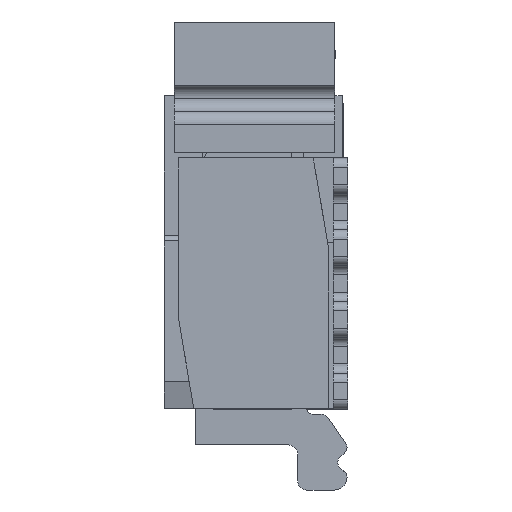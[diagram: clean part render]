
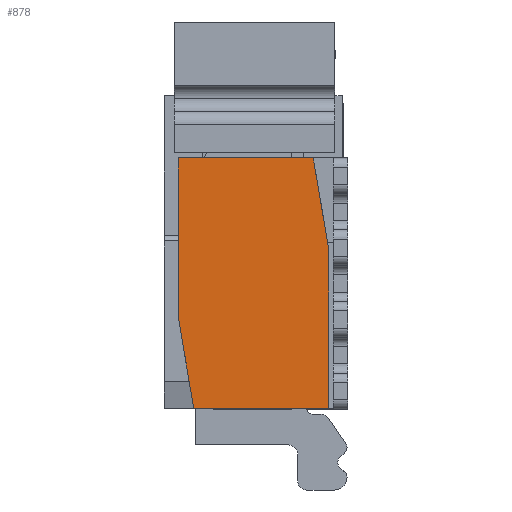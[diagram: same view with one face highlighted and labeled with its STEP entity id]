
A CAD part, left-side view. The second image highlights one B-rep face of the part: STEP entity #878.
In plain terms, the highlighted planar face has unit normal (-1, 0, 0).
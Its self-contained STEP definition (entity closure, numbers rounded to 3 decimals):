
#878=ADVANCED_FACE('',(#2686),#2687,.T.);
#2686=FACE_OUTER_BOUND('',#4591,.T.);
#2687=PLANE('',#4592);
#4591=EDGE_LOOP('',(#12319,#12320,#12321,#12322,#12323,#12324));
#4592=AXIS2_PLACEMENT_3D('',#12325,#12326,#12327);
#12319=ORIENTED_EDGE('',*,*,#13059,.F.);
#12320=ORIENTED_EDGE('',*,*,#15642,.F.);
#12321=ORIENTED_EDGE('',*,*,#15643,.F.);
#12322=ORIENTED_EDGE('',*,*,#15122,.T.);
#12323=ORIENTED_EDGE('',*,*,#15641,.T.);
#12324=ORIENTED_EDGE('',*,*,#15644,.F.);
#12325=CARTESIAN_POINT('',(-12.56,-1.245,-4.37));
#12326=DIRECTION('',(-1.0,0.0,0.0));
#12327=DIRECTION('',(0.0,0.0,1.0));
#13059=EDGE_CURVE('',#15815,#15817,#15818,.T.);
#15122=EDGE_CURVE('',#19291,#19289,#19292,.T.);
#15641=EDGE_CURVE('',#19289,#20141,#20143,.T.);
#15642=EDGE_CURVE('',#20144,#15815,#20145,.T.);
#15643=EDGE_CURVE('',#19291,#20144,#20146,.T.);
#15644=EDGE_CURVE('',#15817,#20141,#20147,.T.);
#15815=VERTEX_POINT('',#20366);
#15817=VERTEX_POINT('',#20369);
#15818=LINE('',#20370,#20371);
#19289=VERTEX_POINT('',#25420);
#19291=VERTEX_POINT('',#25423);
#19292=LINE('',#25424,#25425);
#20141=VERTEX_POINT('',#26678);
#20143=LINE('',#26681,#26682);
#20144=VERTEX_POINT('',#26683);
#20145=LINE('',#26684,#26685);
#20146=LINE('',#26686,#26687);
#20147=LINE('',#26688,#26689);
#20366=CARTESIAN_POINT('',(-12.56,-1.05,-4.37));
#20369=CARTESIAN_POINT('',(-12.56,0.835,-4.37));
#20370=CARTESIAN_POINT('',(-12.56,-1.05,-4.37));
#20371=VECTOR('',#26951,1.885);
#25420=CARTESIAN_POINT('',(-12.56,1.05,-0.87));
#25423=CARTESIAN_POINT('',(-12.56,-0.835,-0.87));
#25424=CARTESIAN_POINT('',(-12.56,-0.835,-0.87));
#25425=VECTOR('',#30006,1.885);
#26678=CARTESIAN_POINT('',(-12.56,1.05,-3.1));
#26681=CARTESIAN_POINT('',(-12.56,1.05,-0.87));
#26682=VECTOR('',#30751,2.23);
#26683=CARTESIAN_POINT('',(-12.56,-1.05,-2.14));
#26684=CARTESIAN_POINT('',(-12.56,-1.05,-2.14));
#26685=VECTOR('',#30752,2.23);
#26686=CARTESIAN_POINT('',(-12.56,-0.835,-0.87));
#26687=VECTOR('',#30753,1.288);
#26688=CARTESIAN_POINT('',(-12.56,0.835,-4.37));
#26689=VECTOR('',#30754,1.288);
#26951=DIRECTION('',(0.0,1.0,0.0));
#30006=DIRECTION('',(0.0,1.0,0.0));
#30751=DIRECTION('',(0.0,0.0,-1.0));
#30752=DIRECTION('',(0.0,0.0,-1.0));
#30753=DIRECTION('',(0.0,-0.167,-0.986));
#30754=DIRECTION('',(0.0,0.167,0.986));
